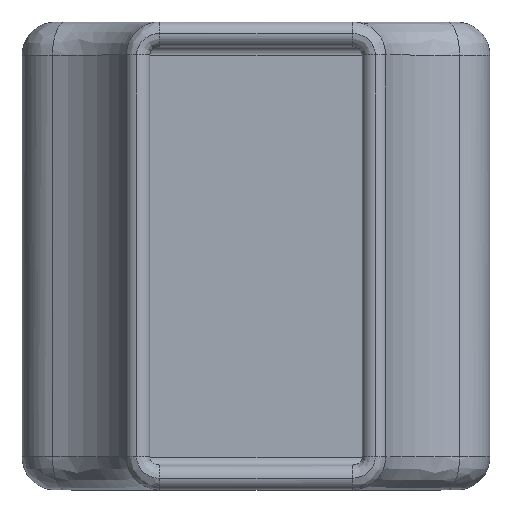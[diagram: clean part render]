
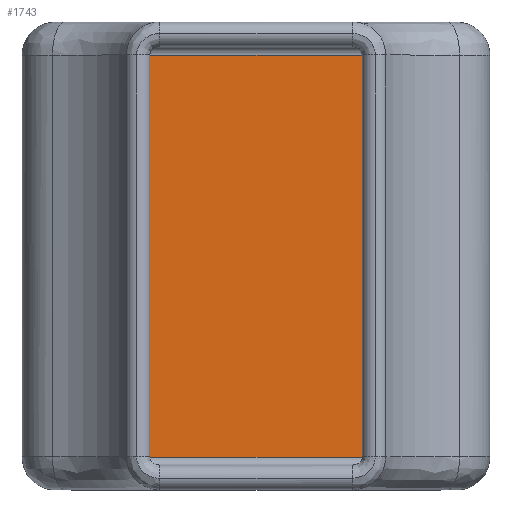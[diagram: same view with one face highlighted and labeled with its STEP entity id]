
A CAD part, top view. The second image highlights one B-rep face of the part: STEP entity #1743.
In plain terms, the highlighted free-form (B-spline) face has degree [1, 1] with [2, 2] control points.
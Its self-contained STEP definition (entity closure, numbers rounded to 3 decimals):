
#1230 = VERTEX_POINT('',#1231);
#1231 = CARTESIAN_POINT('',(10.187,24.012,
    1.364));
#1442 = VERTEX_POINT('',#1443);
#1443 = CARTESIAN_POINT('',(10.187,1.819,
    1.364));
#1449 = EDGE_CURVE('',#1230,#1442,#1450,.T.);
#1450 = B_SPLINE_CURVE_WITH_KNOTS('',1,(#1451,#1452),.UNSPECIFIED.,.F.,
  .F.,(2,2),(-26.4,-2.),.PIECEWISE_BEZIER_KNOTS.);
#1451 = CARTESIAN_POINT('',(10.187,24.012,
    1.364));
#1452 = CARTESIAN_POINT('',(10.187,1.819,
    1.364));
#1551 = VERTEX_POINT('',#1552);
#1552 = CARTESIAN_POINT('',(-10.187,24.012,
    1.364));
#1566 = EDGE_CURVE('',#1230,#1551,#1567,.T.);
#1567 = B_SPLINE_CURVE_WITH_KNOTS('',1,(#1568,#1569),.UNSPECIFIED.,.F.,
  .F.,(2,2),(-14.75,7.65),.PIECEWISE_BEZIER_KNOTS.);
#1568 = CARTESIAN_POINT('',(10.187,24.012,
    1.364));
#1569 = CARTESIAN_POINT('',(-10.187,24.012,
    1.364));
#1722 = EDGE_CURVE('',#1551,#1723,#1725,.T.);
#1723 = VERTEX_POINT('',#1724);
#1724 = CARTESIAN_POINT('',(-10.187,1.819,
    1.364));
#1725 = B_SPLINE_CURVE_WITH_KNOTS('',1,(#1726,#1727),.UNSPECIFIED.,.F.,
  .F.,(2,2),(-26.4,-2.),.PIECEWISE_BEZIER_KNOTS.);
#1726 = CARTESIAN_POINT('',(-10.187,24.012,
    1.364));
#1727 = CARTESIAN_POINT('',(-10.187,1.819,
    1.364));
#1743 = ADVANCED_FACE('',(#1744),#1754,.F.);
#1744 = FACE_BOUND('',#1745,.T.);
#1745 = EDGE_LOOP('',(#1746,#1747,#1748,#1753));
#1746 = ORIENTED_EDGE('',*,*,#1566,.T.);
#1747 = ORIENTED_EDGE('',*,*,#1722,.T.);
#1748 = ORIENTED_EDGE('',*,*,#1749,.T.);
#1749 = EDGE_CURVE('',#1723,#1442,#1750,.T.);
#1750 = B_SPLINE_CURVE_WITH_KNOTS('',1,(#1751,#1752),.UNSPECIFIED.,.F.,
  .F.,(2,2),(-7.65,14.75),.PIECEWISE_BEZIER_KNOTS.);
#1751 = CARTESIAN_POINT('',(-10.187,1.819,
    1.364));
#1752 = CARTESIAN_POINT('',(10.187,1.819,
    1.364));
#1753 = ORIENTED_EDGE('',*,*,#1449,.F.);
#1754 = B_SPLINE_SURFACE_WITH_KNOTS('',1,1,(
    (#1755,#1756)
    ,(#1757,#1758
    )),.UNSPECIFIED.,.F.,.F.,.F.,(2,2),(2,2),(-11.2,11.2),(2.,26.4),
  .PIECEWISE_BEZIER_KNOTS.);
#1755 = CARTESIAN_POINT('',(10.187,1.819,
    1.364));
#1756 = CARTESIAN_POINT('',(10.187,24.012,
    1.364));
#1757 = CARTESIAN_POINT('',(-10.187,1.819,
    1.364));
#1758 = CARTESIAN_POINT('',(-10.187,24.012,
    1.364));
